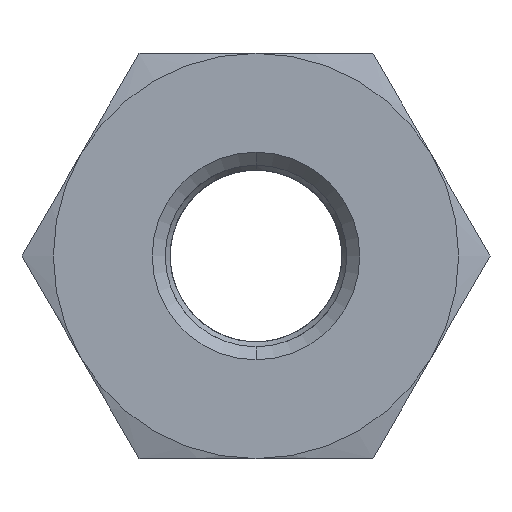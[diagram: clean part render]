
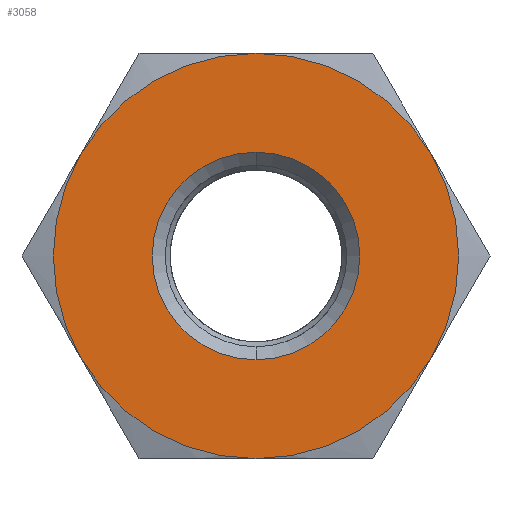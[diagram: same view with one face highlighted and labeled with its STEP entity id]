
A CAD part, front view. The second image highlights one B-rep face of the part: STEP entity #3058.
In plain terms, the highlighted planar face has unit normal (0, -1, 0).
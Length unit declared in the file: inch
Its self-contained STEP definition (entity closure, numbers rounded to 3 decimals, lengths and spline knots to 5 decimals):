
#849 = CIRCLE ( 'NONE', #852, 0.125 ) ;
#850 = CARTESIAN_POINT ( 'NONE',  ( 0., -0.005, 0. ) ) ;
#852 = AXIS2_PLACEMENT_3D ( 'NONE', #850, #854, #853 ) ;
#853 = DIRECTION ( 'NONE',  ( 0., 0., -1. ) ) ;
#854 = DIRECTION ( 'NONE',  ( 0., -1., 0. ) ) ;
#870 = CARTESIAN_POINT ( 'NONE',  ( 0.10825, -0.005, 0.0625 ) ) ;
#876 = CARTESIAN_POINT ( 'NONE',  ( 0., -0.005, 0.125 ) ) ;
#935 = DIRECTION ( 'NONE',  ( 0., 0., -1. ) ) ;
#957 = CARTESIAN_POINT ( 'NONE',  ( 0., -0.005, 0. ) ) ;
#980 = DIRECTION ( 'NONE',  ( 0., -1., 0. ) ) ;
#990 = CIRCLE ( 'NONE', #995, 0.125 ) ;
#991 = CARTESIAN_POINT ( 'NONE',  ( 0., -0.005, -0.125 ) ) ;
#995 = AXIS2_PLACEMENT_3D ( 'NONE', #957, #980, #935 ) ;
#1054 = DIRECTION ( 'NONE',  ( 0., -1., 0. ) ) ;
#1055 = CARTESIAN_POINT ( 'NONE',  ( 0., -0.005, 0. ) ) ;
#1061 = CARTESIAN_POINT ( 'NONE',  ( 0.10825, -0.005, -0.0625 ) ) ;
#1068 = AXIS2_PLACEMENT_3D ( 'NONE', #1055, #1054, #1117 ) ;
#1069 = CIRCLE ( 'NONE', #1068, 0.125 ) ;
#1117 = DIRECTION ( 'NONE',  ( 0., 0., -1. ) ) ;
#1137 = CARTESIAN_POINT ( 'NONE',  ( 0., -0.005, 0. ) ) ;
#1170 = DIRECTION ( 'NONE',  ( 0., 0., -1. ) ) ;
#1171 = DIRECTION ( 'NONE',  ( 0., -1., 0. ) ) ;
#1175 = DIRECTION ( 'NONE',  ( 0., 0., -1. ) ) ;
#1176 = DIRECTION ( 'NONE',  ( 0., -1., 0. ) ) ;
#1177 = CARTESIAN_POINT ( 'NONE',  ( 0., -0.005, 0. ) ) ;
#1178 = AXIS2_PLACEMENT_3D ( 'NONE', #1177, #1176, #1175 ) ;
#1197 = AXIS2_PLACEMENT_3D ( 'NONE', #1137, #1171, #1170 ) ;
#1198 = CIRCLE ( 'NONE', #1197, 0.125 ) ;
#1200 = CIRCLE ( 'NONE', #1178, 0.125 ) ;
#1329 = DIRECTION ( 'NONE',  ( 0., -1., 0. ) ) ;
#1330 = FACE_BOUND ( 'NONE', #3059, .T. ) ;
#1331 = CARTESIAN_POINT ( 'NONE',  ( 0.056, -0.005, 0. ) ) ;
#1333 = FACE_OUTER_BOUND ( 'NONE', #3333, .T. ) ;
#1334 = AXIS2_PLACEMENT_3D ( 'NONE', #1331, #1329, #1344 ) ;
#1338 = PLANE ( 'NONE',  #1334 ) ;
#1344 = DIRECTION ( 'NONE',  ( 0., 0., 1. ) ) ;
#2614 = ORIENTED_EDGE ( 'NONE', *, *, #3180, .T. ) ;
#2789 = VERTEX_POINT ( 'NONE', #4669 ) ;
#2791 = VERTEX_POINT ( 'NONE', #4762 ) ;
#2821 = EDGE_CURVE ( 'NONE', #2789, #2791, #849, .T. ) ;
#2833 = VERTEX_POINT ( 'NONE', #870 ) ;
#2834 = VERTEX_POINT ( 'NONE', #876 ) ;
#2839 = VERTEX_POINT ( 'NONE', #991 ) ;
#2840 = EDGE_CURVE ( 'NONE', #2791, #2839, #990, .T. ) ;
#2905 = VERTEX_POINT ( 'NONE', #1061 ) ;
#2907 = EDGE_CURVE ( 'NONE', #2839, #2905, #1069, .T. ) ;
#2954 = EDGE_CURVE ( 'NONE', #2905, #2833, #1198, .T. ) ;
#2955 = EDGE_CURVE ( 'NONE', #2834, #2789, #1200, .T. ) ;
#3009 = ORIENTED_EDGE ( 'NONE', *, *, #3221, .T. ) ;
#3058 = ADVANCED_FACE ( 'NONE', ( #1330, #1333 ), #1338, .T. ) ;
#3059 = EDGE_LOOP ( 'NONE', ( #3009, #2614 ) ) ;
#3092 = EDGE_CURVE ( 'NONE', #2833, #2834, #5472, .T. ) ;
#3180 = EDGE_CURVE ( 'NONE', #3384, #3223, #5501, .T. ) ;
#3221 = EDGE_CURVE ( 'NONE', #3223, #3384, #6136, .T. ) ;
#3223 = VERTEX_POINT ( 'NONE', #6128 ) ;
#3333 = EDGE_LOOP ( 'NONE', ( #3336, #3338, #3335, #3337, #3339, #3341 ) ) ;
#3335 = ORIENTED_EDGE ( 'NONE', *, *, #3092, .T. ) ;
#3336 = ORIENTED_EDGE ( 'NONE', *, *, #2907, .T. ) ;
#3337 = ORIENTED_EDGE ( 'NONE', *, *, #2955, .T. ) ;
#3338 = ORIENTED_EDGE ( 'NONE', *, *, #2954, .T. ) ;
#3339 = ORIENTED_EDGE ( 'NONE', *, *, #2821, .T. ) ;
#3341 = ORIENTED_EDGE ( 'NONE', *, *, #2840, .T. ) ;
#3384 = VERTEX_POINT ( 'NONE', #6356 ) ;
#4669 = CARTESIAN_POINT ( 'NONE',  ( -0.10825, -0.005, 0.0625 ) ) ;
#4762 = CARTESIAN_POINT ( 'NONE',  ( -0.10825, -0.005, -0.0625 ) ) ;
#5441 = DIRECTION ( 'NONE',  ( 0., 0., -1. ) ) ;
#5469 = AXIS2_PLACEMENT_3D ( 'NONE', #5470, #5481, #5441 ) ;
#5470 = CARTESIAN_POINT ( 'NONE',  ( 0., -0.005, 0. ) ) ;
#5472 = CIRCLE ( 'NONE', #5469, 0.125 ) ;
#5477 = DIRECTION ( 'NONE',  ( 0., 1., 0. ) ) ;
#5479 = DIRECTION ( 'NONE',  ( 0., 0., -1. ) ) ;
#5481 = DIRECTION ( 'NONE',  ( 0., -1., 0. ) ) ;
#5499 = CARTESIAN_POINT ( 'NONE',  ( 0., -0.005, 0. ) ) ;
#5500 = AXIS2_PLACEMENT_3D ( 'NONE', #5499, #5477, #5479 ) ;
#5501 = CIRCLE ( 'NONE', #5500, 0.064 ) ;
#6128 = CARTESIAN_POINT ( 'NONE',  ( 0., -0.005, -0.064 ) ) ;
#6132 = DIRECTION ( 'NONE',  ( 0., 0., -1. ) ) ;
#6133 = DIRECTION ( 'NONE',  ( 0., 1., 0. ) ) ;
#6134 = CARTESIAN_POINT ( 'NONE',  ( 0., -0.005, 0. ) ) ;
#6135 = AXIS2_PLACEMENT_3D ( 'NONE', #6134, #6133, #6132 ) ;
#6136 = CIRCLE ( 'NONE', #6135, 0.064 ) ;
#6356 = CARTESIAN_POINT ( 'NONE',  ( 0., -0.005, 0.064 ) ) ;
